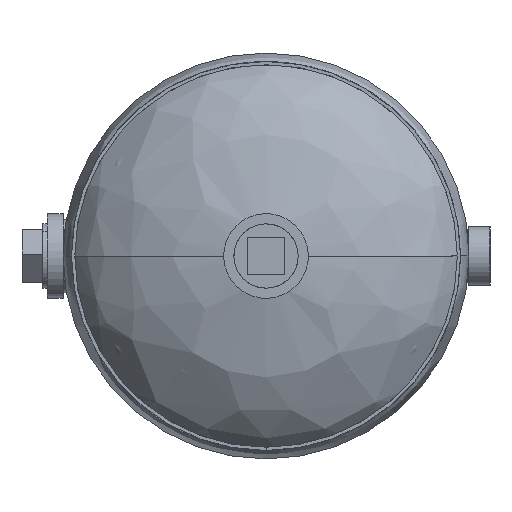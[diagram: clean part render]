
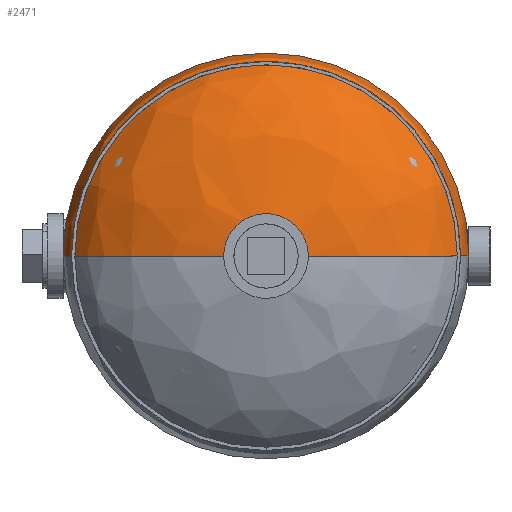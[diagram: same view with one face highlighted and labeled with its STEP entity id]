
A CAD part, left-side view. The second image highlights one B-rep face of the part: STEP entity #2471.
In plain terms, the highlighted free-form (B-spline) face has degree [3, 3] with [4, 4] control points.
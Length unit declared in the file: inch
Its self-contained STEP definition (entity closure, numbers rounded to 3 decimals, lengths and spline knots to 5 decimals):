
#28 = CIRCLE ( 'NONE', #666, 6. ) ;
#51 = DIRECTION ( 'NONE',  ( 0., -1., 0. ) ) ;
#195 = EDGE_CURVE ( 'NONE', #6637, #6833, #28, .T. ) ;
#229 = AXIS2_PLACEMENT_3D ( 'NONE', #7518, #3027, #2116 ) ;
#389 = CARTESIAN_POINT ( 'NONE',  ( -1.125, 4.00792, 0. ) ) ;
#394 = ORIENTED_EDGE ( 'NONE', *, *, #9572, .T. ) ;
#439 = CARTESIAN_POINT ( 'NONE',  ( -6., 2.54229, 0. ) ) ;
#477 = ORIENTED_EDGE ( 'NONE', *, *, #195, .F. ) ;
#666 = AXIS2_PLACEMENT_3D ( 'NONE', #5469, #3339, #8540 ) ;
#946 = CARTESIAN_POINT ( 'NONE',  ( -4.08154, 3.72108, 0. ) ) ;
#1116 = EDGE_LOOP ( 'NONE', ( #8349, #1440, #1946, #477, #8745, #394 ) ) ;
#1142 = CARTESIAN_POINT ( 'NONE',  ( 1.125, 4.00792, 0. ) ) ;
#1192 = CARTESIAN_POINT ( 'NONE',  ( -6., 2.54229, 12. ) ) ;
#1226 = VERTEX_POINT ( 'NONE', #9427 ) ;
#1374 = VERTEX_POINT ( 'NONE', #2804 ) ;
#1415 = DIRECTION ( 'NONE',  ( 0., -1., 0. ) ) ;
#1440 = ORIENTED_EDGE ( 'NONE', *, *, #9558, .T. ) ;
#1444 = CARTESIAN_POINT ( 'NONE',  ( 6., 1.0125, 0. ) ) ;
#1753 = DIRECTION ( 'NONE',  ( 0., 0., -1. ) ) ;
#1861 =( BOUNDED_CURVE ( )  B_SPLINE_CURVE ( 3, ( #8466, #946, #2514, #3079 ),
 .UNSPECIFIED., .F., .F. ) 
 B_SPLINE_CURVE_WITH_KNOTS ( ( 4, 4 ),
 ( 1.75941, 3.14159 ),
 .UNSPECIFIED. ) 
 CURVE ( )  GEOMETRIC_REPRESENTATION_ITEM ( )  RATIONAL_B_SPLINE_CURVE ( ( 1., 0.847, 0.847, 1. ) ) 
 REPRESENTATION_ITEM ( '' )  );
#1896 = FACE_OUTER_BOUND ( 'NONE', #1116, .T. ) ;
#1946 = ORIENTED_EDGE ( 'NONE', *, *, #4821, .F. ) ;
#1948 = CARTESIAN_POINT ( 'NONE',  ( 6., 2.54229, 12. ) ) ;
#2116 = DIRECTION ( 'NONE',  ( 0., 0., -1. ) ) ;
#2471 = ADVANCED_FACE ( 'NONE', ( #1896 ), #4583, .F. ) ;
#2514 = CARTESIAN_POINT ( 'NONE',  ( -6., 2.54229, 0. ) ) ;
#2804 = CARTESIAN_POINT ( 'NONE',  ( -1.125, 4.00792, 0. ) ) ;
#2861 = CARTESIAN_POINT ( 'NONE',  ( 4.08154, 3.72108, 0. ) ) ;
#3027 = DIRECTION ( 'NONE',  ( 0., -1., 0. ) ) ;
#3079 = CARTESIAN_POINT ( 'NONE',  ( -6., 1.0125, 0. ) ) ;
#3114 = CARTESIAN_POINT ( 'NONE',  ( -6., 1.0125, 0. ) ) ;
#3216 = CARTESIAN_POINT ( 'NONE',  ( 1.125, 4.00792, 0. ) ) ;
#3339 = DIRECTION ( 'NONE',  ( 0., -1., 0. ) ) ;
#3465 = CARTESIAN_POINT ( 'NONE',  ( -4.08154, 3.72108, 8.16308 ) ) ;
#3514 = CARTESIAN_POINT ( 'NONE',  ( 1.125, 4.00792, 2.25 ) ) ;
#3652 = EDGE_CURVE ( 'NONE', #1226, #1374, #9296, .T. ) ;
#3789 = DIRECTION ( 'NONE',  ( 0., 0., -1. ) ) ;
#3870 = CARTESIAN_POINT ( 'NONE',  ( -6., 1.0125, 0. ) ) ;
#4221 = CARTESIAN_POINT ( 'NONE',  ( -1.125, 4.00792, 2.25 ) ) ;
#4232 = AXIS2_PLACEMENT_3D ( 'NONE', #6167, #51, #1753 ) ;
#4476 = CARTESIAN_POINT ( 'NONE',  ( 6., 1.0125, 12. ) ) ;
#4582 = CARTESIAN_POINT ( 'NONE',  ( 6., 1.0125, 0. ) ) ;
#4583 =( BOUNDED_SURFACE ( )  B_SPLINE_SURFACE ( 3, 3, ( 
 ( #1142, #3514, #4221, #389 ),
 ( #7297, #5026, #3465, #5788 ),
 ( #8866, #1948, #1192, #439 ),
 ( #1444, #4476, #6749, #3114 ) ),
 .UNSPECIFIED., .F., .F., .F. ) 
 B_SPLINE_SURFACE_WITH_KNOTS ( ( 4, 4 ),
 ( 4, 4 ),
 ( 0., 1. ),
 ( 0., 1. ),
 .UNSPECIFIED. ) 
 GEOMETRIC_REPRESENTATION_ITEM ( )  RATIONAL_B_SPLINE_SURFACE ( (
 ( 1., 0.333, 0.333, 1.),
 ( 0.847, 0.282, 0.282, 0.847),
 ( 0.847, 0.282, 0.282, 0.847),
 ( 1., 0.333, 0.333, 1.) ) ) 
 REPRESENTATION_ITEM ( '' )  SURFACE ( )  );
#4821 = EDGE_CURVE ( 'NONE', #6833, #5768, #7157, .T. ) ;
#4929 = AXIS2_PLACEMENT_3D ( 'NONE', #9906, #1415, #3789 ) ;
#5026 = CARTESIAN_POINT ( 'NONE',  ( 4.08154, 3.72108, 8.16308 ) ) ;
#5336 = CARTESIAN_POINT ( 'NONE',  ( 6., 2.54229, 0. ) ) ;
#5469 = CARTESIAN_POINT ( 'NONE',  ( 0., 1.0125, 0. ) ) ;
#5678 = EDGE_CURVE ( 'NONE', #5776, #6637, #7280, .T. ) ;
#5768 = VERTEX_POINT ( 'NONE', #3870 ) ;
#5776 = VERTEX_POINT ( 'NONE', #3216 ) ;
#5788 = CARTESIAN_POINT ( 'NONE',  ( -4.08154, 3.72108, 0. ) ) ;
#6167 = CARTESIAN_POINT ( 'NONE',  ( 0., 4.00792, 0. ) ) ;
#6637 = VERTEX_POINT ( 'NONE', #7240 ) ;
#6749 = CARTESIAN_POINT ( 'NONE',  ( -6., 1.0125, 12. ) ) ;
#6833 = VERTEX_POINT ( 'NONE', #8141 ) ;
#7157 = CIRCLE ( 'NONE', #229, 6. ) ;
#7240 = CARTESIAN_POINT ( 'NONE',  ( 6., 1.0125, 0. ) ) ;
#7280 =( BOUNDED_CURVE ( )  B_SPLINE_CURVE ( 3, ( #7455, #2861, #5336, #4582 ),
 .UNSPECIFIED., .F., .F. ) 
 B_SPLINE_CURVE_WITH_KNOTS ( ( 4, 4 ),
 ( 1.75941, 3.14159 ),
 .UNSPECIFIED. ) 
 CURVE ( )  GEOMETRIC_REPRESENTATION_ITEM ( )  RATIONAL_B_SPLINE_CURVE ( ( 1., 0.847, 0.847, 1. ) ) 
 REPRESENTATION_ITEM ( '' )  );
#7297 = CARTESIAN_POINT ( 'NONE',  ( 4.08154, 3.72108, 0. ) ) ;
#7455 = CARTESIAN_POINT ( 'NONE',  ( 1.125, 4.00792, 0. ) ) ;
#7518 = CARTESIAN_POINT ( 'NONE',  ( 0., 1.0125, 0. ) ) ;
#8141 = CARTESIAN_POINT ( 'NONE',  ( 0., 1.0125, 6. ) ) ;
#8349 = ORIENTED_EDGE ( 'NONE', *, *, #3652, .T. ) ;
#8466 = CARTESIAN_POINT ( 'NONE',  ( -1.125, 4.00792, 0. ) ) ;
#8540 = DIRECTION ( 'NONE',  ( 0., 0., -1. ) ) ;
#8739 = CIRCLE ( 'NONE', #4232, 1.125 ) ;
#8745 = ORIENTED_EDGE ( 'NONE', *, *, #5678, .F. ) ;
#8866 = CARTESIAN_POINT ( 'NONE',  ( 6., 2.54229, 0. ) ) ;
#9296 = CIRCLE ( 'NONE', #4929, 1.125 ) ;
#9427 = CARTESIAN_POINT ( 'NONE',  ( 0., 4.00792, 1.125 ) ) ;
#9558 = EDGE_CURVE ( 'NONE', #1374, #5768, #1861, .T. ) ;
#9572 = EDGE_CURVE ( 'NONE', #5776, #1226, #8739, .T. ) ;
#9906 = CARTESIAN_POINT ( 'NONE',  ( 0., 4.00792, 0. ) ) ;
